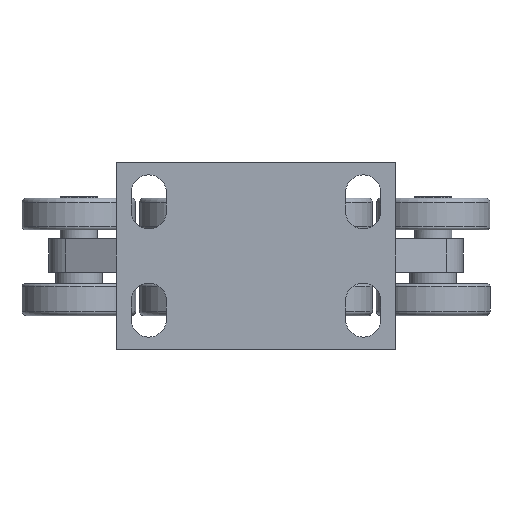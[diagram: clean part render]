
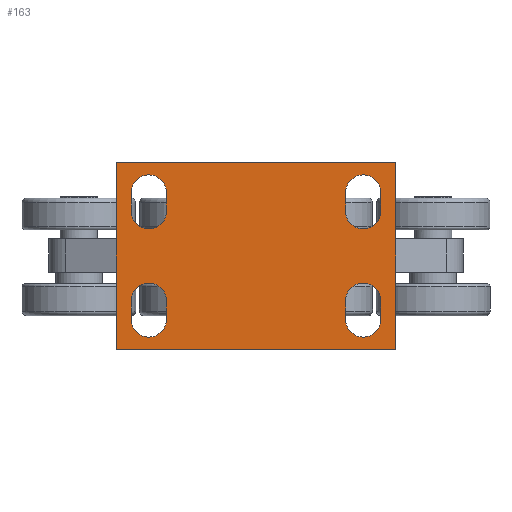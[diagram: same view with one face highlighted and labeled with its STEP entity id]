
A CAD part, front view. The second image highlights one B-rep face of the part: STEP entity #163.
In plain terms, the highlighted planar face has unit normal (0, -1, 0).
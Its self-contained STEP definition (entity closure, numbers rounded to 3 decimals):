
#163=ADVANCED_FACE('',(#1078,#1080,#1082,#1084,#1086),#1088,.F.);
#1078=FACE_BOUND('',#1079,.T.);
#1079=EDGE_LOOP('',(#3279,#3280,#3281,#3282));
#1080=FACE_BOUND('',#1081,.T.);
#1081=EDGE_LOOP('',(#3283,#3284,#3285,#3286));
#1082=FACE_BOUND('',#1083,.T.);
#1083=EDGE_LOOP('',(#3287,#3288,#3289,#3290));
#1084=FACE_BOUND('',#1085,.T.);
#1085=EDGE_LOOP('',(#3291,#3292,#3293,#3294));
#1086=FACE_BOUND('',#1087,.T.);
#1087=EDGE_LOOP('',(#3295,#3296,#3297,#3298));
#1088=PLANE('',#1089);
#1089=AXIS2_PLACEMENT_3D('',#1090,#1091,#1092);
#1090=CARTESIAN_POINT('',(95.197,-33.948,31.001));
#1091=DIRECTION('',(0.,1.,0.));
#1092=DIRECTION('',(1.,0.,0.));
#3279=ORIENTED_EDGE('',*,*,#5068,.F.);
#3280=ORIENTED_EDGE('',*,*,#5066,.F.);
#3281=ORIENTED_EDGE('',*,*,#5064,.F.);
#3282=ORIENTED_EDGE('',*,*,#5061,.F.);
#3283=ORIENTED_EDGE('',*,*,#5071,.T.);
#3284=ORIENTED_EDGE('',*,*,#5077,.T.);
#3285=ORIENTED_EDGE('',*,*,#5075,.T.);
#3286=ORIENTED_EDGE('',*,*,#5073,.T.);
#3287=ORIENTED_EDGE('',*,*,#5079,.T.);
#3288=ORIENTED_EDGE('',*,*,#5085,.T.);
#3289=ORIENTED_EDGE('',*,*,#5083,.T.);
#3290=ORIENTED_EDGE('',*,*,#5081,.T.);
#3291=ORIENTED_EDGE('',*,*,#5087,.T.);
#3292=ORIENTED_EDGE('',*,*,#5093,.T.);
#3293=ORIENTED_EDGE('',*,*,#5091,.T.);
#3294=ORIENTED_EDGE('',*,*,#5089,.T.);
#3295=ORIENTED_EDGE('',*,*,#5095,.T.);
#3296=ORIENTED_EDGE('',*,*,#5101,.T.);
#3297=ORIENTED_EDGE('',*,*,#5099,.T.);
#3298=ORIENTED_EDGE('',*,*,#5097,.T.);
#5061=EDGE_CURVE('',#5841,#5842,#5843,.T.);
#5064=EDGE_CURVE('',#5842,#5846,#5847,.T.);
#5066=EDGE_CURVE('',#5846,#5849,#5850,.T.);
#5068=EDGE_CURVE('',#5849,#5841,#5852,.T.);
#5071=EDGE_CURVE('',#5857,#5855,#5858,.T.);
#5073=EDGE_CURVE('',#5860,#5857,#5861,.T.);
#5075=EDGE_CURVE('',#5863,#5860,#5864,.T.);
#5077=EDGE_CURVE('',#5855,#5863,#5866,.T.);
#5079=EDGE_CURVE('',#5869,#5867,#5870,.T.);
#5081=EDGE_CURVE('',#5872,#5869,#5873,.T.);
#5083=EDGE_CURVE('',#5875,#5872,#5876,.T.);
#5085=EDGE_CURVE('',#5867,#5875,#5878,.T.);
#5087=EDGE_CURVE('',#5881,#5879,#5882,.T.);
#5089=EDGE_CURVE('',#5884,#5881,#5885,.T.);
#5091=EDGE_CURVE('',#5887,#5884,#5888,.T.);
#5093=EDGE_CURVE('',#5879,#5887,#5890,.T.);
#5095=EDGE_CURVE('',#5893,#5891,#5894,.T.);
#5097=EDGE_CURVE('',#5896,#5893,#5897,.T.);
#5099=EDGE_CURVE('',#5899,#5896,#5900,.T.);
#5101=EDGE_CURVE('',#5891,#5899,#5902,.T.);
#5841=VERTEX_POINT('',#7033);
#5842=VERTEX_POINT('',#7034);
#5843=LINE('',#7035,#7036);
#5846=VERTEX_POINT('',#7044);
#5847=LINE('',#7045,#7046);
#5849=VERTEX_POINT('',#7051);
#5850=LINE('',#7052,#7053);
#5852=LINE('',#7058,#7059);
#5855=VERTEX_POINT('',#7066);
#5857=VERTEX_POINT('',#7070);
#5858=CIRCLE('',#7071,9.5);
#5860=VERTEX_POINT('',#7078);
#5861=LINE('',#7079,#7080);
#5863=VERTEX_POINT('',#7085);
#5864=CIRCLE('',#7086,9.5);
#5866=LINE('',#7093,#7094);
#5867=VERTEX_POINT('',#7096);
#5869=VERTEX_POINT('',#7100);
#5870=CIRCLE('',#7101,9.5);
#5872=VERTEX_POINT('',#7108);
#5873=LINE('',#7109,#7110);
#5875=VERTEX_POINT('',#7115);
#5876=CIRCLE('',#7116,9.5);
#5878=LINE('',#7123,#7124);
#5879=VERTEX_POINT('',#7126);
#5881=VERTEX_POINT('',#7130);
#5882=CIRCLE('',#7131,9.5);
#5884=VERTEX_POINT('',#7138);
#5885=LINE('',#7139,#7140);
#5887=VERTEX_POINT('',#7145);
#5888=CIRCLE('',#7146,9.5);
#5890=LINE('',#7153,#7154);
#5891=VERTEX_POINT('',#7156);
#5893=VERTEX_POINT('',#7160);
#5894=LINE('',#7161,#7162);
#5896=VERTEX_POINT('',#7167);
#5897=CIRCLE('',#7168,9.5);
#5899=VERTEX_POINT('',#7175);
#5900=LINE('',#7176,#7177);
#5902=CIRCLE('',#7182,9.5);
#7033=CARTESIAN_POINT('',(20.197,-33.948,81.001));
#7034=CARTESIAN_POINT('',(170.197,-33.948,81.001));
#7035=CARTESIAN_POINT('',(20.197,-33.948,81.001));
#7036=VECTOR('',#7037,1.);
#7037=DIRECTION('',(1.,0.,0.));
#7044=CARTESIAN_POINT('',(170.197,-33.948,-18.999));
#7045=CARTESIAN_POINT('',(170.197,-33.948,81.001));
#7046=VECTOR('',#7047,1.);
#7047=DIRECTION('',(0.,0.,-1.));
#7051=CARTESIAN_POINT('',(20.197,-33.948,-18.999));
#7052=CARTESIAN_POINT('',(170.197,-33.948,-18.999));
#7053=VECTOR('',#7054,1.);
#7054=DIRECTION('',(-1.,0.,0.));
#7058=CARTESIAN_POINT('',(20.197,-33.948,-18.999));
#7059=VECTOR('',#7060,1.);
#7060=DIRECTION('',(0.,0.,1.));
#7066=CARTESIAN_POINT('',(28.197,-33.948,-2.999));
#7070=CARTESIAN_POINT('',(47.197,-33.948,-2.999));
#7071=AXIS2_PLACEMENT_3D('',#7072,#7073,#7074);
#7072=CARTESIAN_POINT('',(37.697,-33.948,-2.999));
#7073=DIRECTION('',(0.,1.,0.));
#7074=DIRECTION('',(1.,0.,0.));
#7078=CARTESIAN_POINT('',(47.197,-33.948,7.001));
#7079=CARTESIAN_POINT('',(47.197,-33.948,7.001));
#7080=VECTOR('',#7081,1.);
#7081=DIRECTION('',(0.,0.,-1.));
#7085=CARTESIAN_POINT('',(28.197,-33.948,7.001));
#7086=AXIS2_PLACEMENT_3D('',#7087,#7088,#7089);
#7087=CARTESIAN_POINT('',(37.697,-33.948,7.001));
#7088=DIRECTION('',(0.,1.,0.));
#7089=DIRECTION('',(-1.,0.,0.));
#7093=CARTESIAN_POINT('',(28.197,-33.948,-2.999));
#7094=VECTOR('',#7095,1.);
#7095=DIRECTION('',(0.,0.,1.));
#7096=CARTESIAN_POINT('',(143.197,-33.948,55.001));
#7100=CARTESIAN_POINT('',(162.197,-33.948,55.001));
#7101=AXIS2_PLACEMENT_3D('',#7102,#7103,#7104);
#7102=CARTESIAN_POINT('',(152.697,-33.948,55.001));
#7103=DIRECTION('',(0.,1.,0.));
#7104=DIRECTION('',(1.,0.,0.));
#7108=CARTESIAN_POINT('',(162.197,-33.948,65.001));
#7109=CARTESIAN_POINT('',(162.197,-33.948,65.001));
#7110=VECTOR('',#7111,1.);
#7111=DIRECTION('',(0.,0.,-1.));
#7115=CARTESIAN_POINT('',(143.197,-33.948,65.001));
#7116=AXIS2_PLACEMENT_3D('',#7117,#7118,#7119);
#7117=CARTESIAN_POINT('',(152.697,-33.948,65.001));
#7118=DIRECTION('',(0.,1.,0.));
#7119=DIRECTION('',(-1.,0.,0.));
#7123=CARTESIAN_POINT('',(143.197,-33.948,55.001));
#7124=VECTOR('',#7125,1.);
#7125=DIRECTION('',(0.,0.,1.));
#7126=CARTESIAN_POINT('',(143.197,-33.948,-2.999));
#7130=CARTESIAN_POINT('',(162.197,-33.948,-2.999));
#7131=AXIS2_PLACEMENT_3D('',#7132,#7133,#7134);
#7132=CARTESIAN_POINT('',(152.697,-33.948,-2.999));
#7133=DIRECTION('',(0.,1.,0.));
#7134=DIRECTION('',(1.,0.,0.));
#7138=CARTESIAN_POINT('',(162.197,-33.948,7.001));
#7139=CARTESIAN_POINT('',(162.197,-33.948,7.001));
#7140=VECTOR('',#7141,1.);
#7141=DIRECTION('',(0.,0.,-1.));
#7145=CARTESIAN_POINT('',(143.197,-33.948,7.001));
#7146=AXIS2_PLACEMENT_3D('',#7147,#7148,#7149);
#7147=CARTESIAN_POINT('',(152.697,-33.948,7.001));
#7148=DIRECTION('',(0.,1.,0.));
#7149=DIRECTION('',(-1.,0.,0.));
#7153=CARTESIAN_POINT('',(143.197,-33.948,-2.999));
#7154=VECTOR('',#7155,1.);
#7155=DIRECTION('',(0.,0.,1.));
#7156=CARTESIAN_POINT('',(28.197,-33.948,65.001));
#7160=CARTESIAN_POINT('',(28.197,-33.948,55.001));
#7161=CARTESIAN_POINT('',(28.197,-33.948,55.001));
#7162=VECTOR('',#7163,1.);
#7163=DIRECTION('',(0.,0.,1.));
#7167=CARTESIAN_POINT('',(47.197,-33.948,55.001));
#7168=AXIS2_PLACEMENT_3D('',#7169,#7170,#7171);
#7169=CARTESIAN_POINT('',(37.697,-33.948,55.001));
#7170=DIRECTION('',(0.,1.,0.));
#7171=DIRECTION('',(1.,0.,0.));
#7175=CARTESIAN_POINT('',(47.197,-33.948,65.001));
#7176=CARTESIAN_POINT('',(47.197,-33.948,65.001));
#7177=VECTOR('',#7178,1.);
#7178=DIRECTION('',(0.,0.,-1.));
#7182=AXIS2_PLACEMENT_3D('',#7183,#7184,#7185);
#7183=CARTESIAN_POINT('',(37.697,-33.948,65.001));
#7184=DIRECTION('',(0.,1.,0.));
#7185=DIRECTION('',(-1.,0.,0.));
